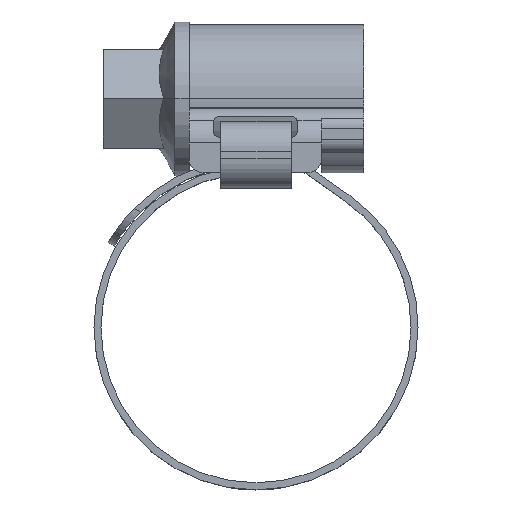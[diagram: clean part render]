
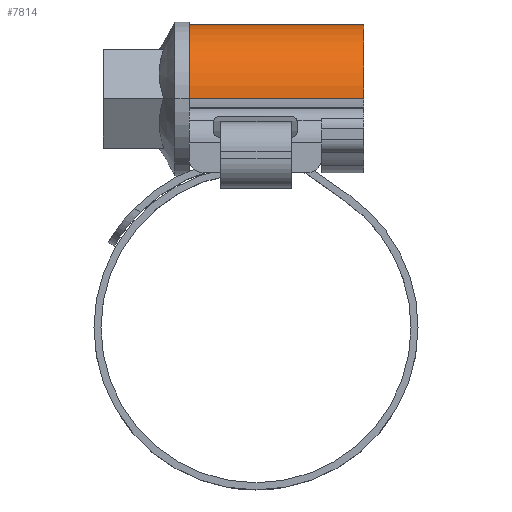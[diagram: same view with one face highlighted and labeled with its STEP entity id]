
A CAD part, top view. The second image highlights one B-rep face of the part: STEP entity #7814.
In plain terms, the highlighted cylindrical face has radius 5.25 mm (diameter 10.5 mm), a partial arc.
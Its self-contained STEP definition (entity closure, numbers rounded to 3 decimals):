
#461 = DIRECTION ( 'NONE',  ( 1., 0., 0. ) ) ;
#811 = VERTEX_POINT ( 'NONE', #4274 ) ;
#892 = ORIENTED_EDGE ( 'NONE', *, *, #6639, .F. ) ;
#1207 = CARTESIAN_POINT ( 'NONE',  ( -4.75, 16.25, 0. ) ) ;
#1599 = DIRECTION ( 'NONE',  ( 0., 0., -1. ) ) ;
#2009 = EDGE_CURVE ( 'NONE', #8233, #5733, #2024, .T. ) ;
#2024 = LINE ( 'NONE', #4938, #2945 ) ;
#2337 = ORIENTED_EDGE ( 'NONE', *, *, #8956, .F. ) ;
#2945 = VECTOR ( 'NONE', #461, 1000. ) ;
#4115 = EDGE_LOOP ( 'NONE', ( #892, #6218, #2337, #5786 ) ) ;
#4210 = DIRECTION ( 'NONE',  ( 0., 0., 1. ) ) ;
#4212 = LINE ( 'NONE', #4786, #6319 ) ;
#4274 = CARTESIAN_POINT ( 'NONE',  ( -4.75, 16.25, 5.25 ) ) ;
#4280 = CARTESIAN_POINT ( 'NONE',  ( -4.75, 16.25, 0. ) ) ;
#4329 = CARTESIAN_POINT ( 'NONE',  ( 7.65, 16.25, 5.25 ) ) ;
#4690 = AXIS2_PLACEMENT_3D ( 'NONE', #5977, #7496, #1599 ) ;
#4786 = CARTESIAN_POINT ( 'NONE',  ( -4.75, 16.25, 5.25 ) ) ;
#4938 = CARTESIAN_POINT ( 'NONE',  ( -4.75, 16.25, -5.25 ) ) ;
#5540 = DIRECTION ( 'NONE',  ( -1., 0., 0. ) ) ;
#5705 = CIRCLE ( 'NONE', #7976, 5.25 ) ;
#5733 = VERTEX_POINT ( 'NONE', #8211 ) ;
#5786 = ORIENTED_EDGE ( 'NONE', *, *, #2009, .F. ) ;
#5798 = DIRECTION ( 'NONE',  ( 0., 0., -1. ) ) ;
#5977 = CARTESIAN_POINT ( 'NONE',  ( 7.65, 16.25, 0. ) ) ;
#6163 = AXIS2_PLACEMENT_3D ( 'NONE', #4280, #7129, #5798 ) ;
#6218 = ORIENTED_EDGE ( 'NONE', *, *, #8031, .T. ) ;
#6319 = VECTOR ( 'NONE', #7676, 1000. ) ;
#6369 = FACE_OUTER_BOUND ( 'NONE', #4115, .T. ) ;
#6639 = EDGE_CURVE ( 'NONE', #811, #8233, #5705, .T. ) ;
#6709 = CARTESIAN_POINT ( 'NONE',  ( -4.75, 16.25, -5.25 ) ) ;
#7129 = DIRECTION ( 'NONE',  ( 1., 0., 0. ) ) ;
#7496 = DIRECTION ( 'NONE',  ( 1., 0., 0. ) ) ;
#7676 = DIRECTION ( 'NONE',  ( 1., 0., 0. ) ) ;
#7814 = ADVANCED_FACE ( 'NONE', ( #6369 ), #8502, .T. ) ;
#7976 = AXIS2_PLACEMENT_3D ( 'NONE', #1207, #5540, #4210 ) ;
#8031 = EDGE_CURVE ( 'NONE', #811, #8793, #4212, .T. ) ;
#8211 = CARTESIAN_POINT ( 'NONE',  ( 7.65, 16.25, -5.25 ) ) ;
#8233 = VERTEX_POINT ( 'NONE', #6709 ) ;
#8502 = CYLINDRICAL_SURFACE ( 'NONE', #6163, 5.25 ) ;
#8793 = VERTEX_POINT ( 'NONE', #4329 ) ;
#8956 = EDGE_CURVE ( 'NONE', #5733, #8793, #9377, .T. ) ;
#9377 = CIRCLE ( 'NONE', #4690, 5.25 ) ;
